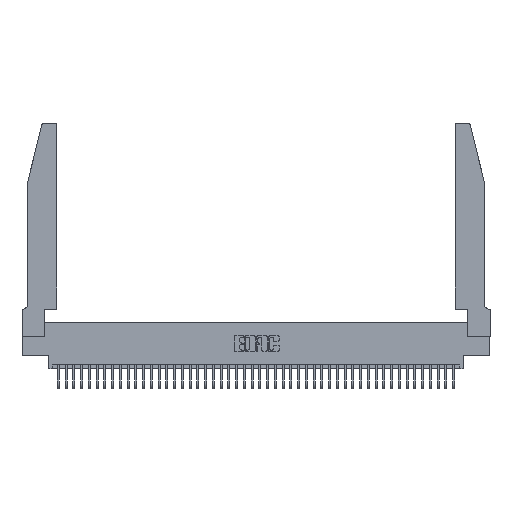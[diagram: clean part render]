
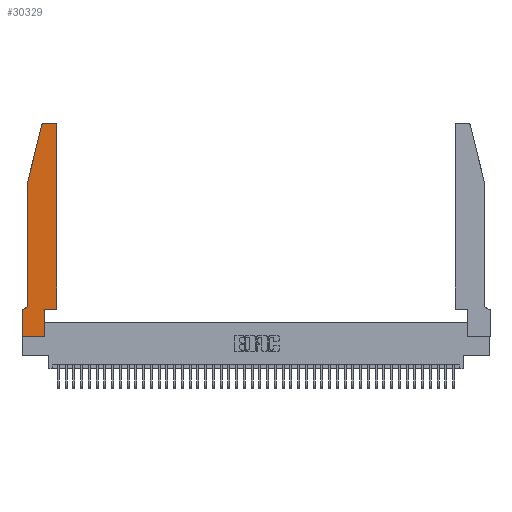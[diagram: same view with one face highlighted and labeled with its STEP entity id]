
A CAD part, top view. The second image highlights one B-rep face of the part: STEP entity #30329.
In plain terms, the highlighted planar face has unit normal (0, 0, 1).
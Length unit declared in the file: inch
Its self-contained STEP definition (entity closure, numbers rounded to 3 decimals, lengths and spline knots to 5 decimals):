
#44 = DIRECTION ( 'NONE',  ( 0., 0., 1. ) ) ;
#490 = VECTOR ( 'NONE', #15330, 39.37008 ) ;
#1579 = CIRCLE ( 'NONE', #23056, 0.03 ) ;
#1596 = VERTEX_POINT ( 'NONE', #10134 ) ;
#1662 = CARTESIAN_POINT ( 'NONE',  ( 0.2865, 0., 0.37 ) ) ;
#1882 = VECTOR ( 'NONE', #2667, 39.37008 ) ;
#2137 = DIRECTION ( 'NONE',  ( -0.239, -0.971, 0. ) ) ;
#2667 = DIRECTION ( 'NONE',  ( 1., 0., 0. ) ) ;
#2952 = PLANE ( 'NONE',  #40115 ) ;
#4056 = EDGE_CURVE ( 'NONE', #45535, #1596, #18483, .T. ) ;
#4625 = CARTESIAN_POINT ( 'NONE',  ( 0.0055, 0.42, 0.37 ) ) ;
#5264 = LINE ( 'NONE', #15710, #14834 ) ;
#6575 = DIRECTION ( 'NONE',  ( 0., 0., 1. ) ) ;
#7920 = ORIENTED_EDGE ( 'NONE', *, *, #30725, .T. ) ;
#8260 = DIRECTION ( 'NONE',  ( -1., 0., 0. ) ) ;
#9603 = ORIENTED_EDGE ( 'NONE', *, *, #40341, .T. ) ;
#9782 = CARTESIAN_POINT ( 'NONE',  ( 0.284, 2.72, 0.37 ) ) ;
#10042 = CIRCLE ( 'NONE', #39589, 0.07 ) ;
#10134 = CARTESIAN_POINT ( 'NONE',  ( 0.4505, 2.72, 0.37 ) ) ;
#10397 = DIRECTION ( 'NONE',  ( 1., 0., 0. ) ) ;
#11036 = VERTEX_POINT ( 'NONE', #38030 ) ;
#11201 = CARTESIAN_POINT ( 'NONE',  ( 0.4505, 0.35, 0.37 ) ) ;
#11488 = EDGE_CURVE ( 'NONE', #20223, #28399, #5264, .T. ) ;
#11777 = CARTESIAN_POINT ( 'NONE',  ( 0.2605, 2.75, 0.37 ) ) ;
#12552 = ORIENTED_EDGE ( 'NONE', *, *, #18038, .T. ) ;
#13041 = CARTESIAN_POINT ( 'NONE',  ( 0.2865, 0.35, 0.37 ) ) ;
#13361 = DIRECTION ( 'NONE',  ( 1., 0., 0. ) ) ;
#14735 = VERTEX_POINT ( 'NONE', #45491 ) ;
#14834 = VECTOR ( 'NONE', #26508, 39.37008 ) ;
#15133 = CARTESIAN_POINT ( 'NONE',  ( 0., 0., 0.37 ) ) ;
#15208 = EDGE_CURVE ( 'NONE', #37057, #23989, #39997, .T. ) ;
#15330 = DIRECTION ( 'NONE',  ( -1., 0., 0. ) ) ;
#15710 = CARTESIAN_POINT ( 'NONE',  ( 0., 0., 0.37 ) ) ;
#16367 = EDGE_CURVE ( 'NONE', #45765, #42477, #40145, .T. ) ;
#16674 = ORIENTED_EDGE ( 'NONE', *, *, #31133, .T. ) ;
#16989 = CARTESIAN_POINT ( 'NONE',  ( 0., 0., 0.37 ) ) ;
#17360 = VECTOR ( 'NONE', #26978, 39.37008 ) ;
#17367 = CARTESIAN_POINT ( 'NONE',  ( 0., 0.35, 0.37 ) ) ;
#17424 = LINE ( 'NONE', #18385, #36243 ) ;
#17572 = CIRCLE ( 'NONE', #37051, 0.03 ) ;
#18038 = EDGE_CURVE ( 'NONE', #1596, #11036, #1579, .T. ) ;
#18385 = CARTESIAN_POINT ( 'NONE',  ( 0.0755, 0.35, 0.37 ) ) ;
#18483 = LINE ( 'NONE', #23419, #17360 ) ;
#18601 = LINE ( 'NONE', #23231, #45563 ) ;
#18814 = ORIENTED_EDGE ( 'NONE', *, *, #24755, .T. ) ;
#19631 = DIRECTION ( 'NONE',  ( 0., -1., 0. ) ) ;
#19707 = LINE ( 'NONE', #11777, #490 ) ;
#20223 = VERTEX_POINT ( 'NONE', #17367 ) ;
#21657 = CARTESIAN_POINT ( 'NONE',  ( 0.4205, 2.72, 0.37 ) ) ;
#23056 = AXIS2_PLACEMENT_3D ( 'NONE', #21657, #44, #25246 ) ;
#23231 = CARTESIAN_POINT ( 'NONE',  ( 0.0755, 2., 0.37 ) ) ;
#23419 = CARTESIAN_POINT ( 'NONE',  ( 0.4505, 0.35, 0.37 ) ) ;
#23861 = CARTESIAN_POINT ( 'NONE',  ( 0.0755, 2., 0.37 ) ) ;
#23989 = VERTEX_POINT ( 'NONE', #25948 ) ;
#24377 = ORIENTED_EDGE ( 'NONE', *, *, #4056, .T. ) ;
#24503 = CARTESIAN_POINT ( 'NONE',  ( 0., 0.35, 0.37 ) ) ;
#24755 = EDGE_CURVE ( 'NONE', #30181, #37057, #17572, .T. ) ;
#25246 = DIRECTION ( 'NONE',  ( 1., 0., 0. ) ) ;
#25948 = CARTESIAN_POINT ( 'NONE',  ( 0.0755, 2., 0.37 ) ) ;
#26508 = DIRECTION ( 'NONE',  ( 0., -1., 0. ) ) ;
#26978 = DIRECTION ( 'NONE',  ( 0., 1., 0. ) ) ;
#27549 = EDGE_CURVE ( 'NONE', #42477, #45535, #32384, .T. ) ;
#28399 = VERTEX_POINT ( 'NONE', #15133 ) ;
#29454 = ORIENTED_EDGE ( 'NONE', *, *, #11488, .T. ) ;
#29508 = ORIENTED_EDGE ( 'NONE', *, *, #16367, .T. ) ;
#29682 = DIRECTION ( 'NONE',  ( 0., 0., -1. ) ) ;
#29770 = VECTOR ( 'NONE', #36659, 39.37008 ) ;
#30181 = VERTEX_POINT ( 'NONE', #41212 ) ;
#30329 = ADVANCED_FACE ( 'NONE', ( #41248 ), #2952, .T. ) ;
#30717 = VECTOR ( 'NONE', #2137, 39.37008 ) ;
#30725 = EDGE_CURVE ( 'NONE', #23989, #14735, #18601, .T. ) ;
#30752 = CARTESIAN_POINT ( 'NONE',  ( 0.25487, 2.72718, 0.37 ) ) ;
#31133 = EDGE_CURVE ( 'NONE', #11036, #30181, #19707, .T. ) ;
#31293 = VECTOR ( 'NONE', #10397, 39.37008 ) ;
#31601 = DIRECTION ( 'NONE',  ( 1., 0., 0. ) ) ;
#32384 = LINE ( 'NONE', #38750, #31293 ) ;
#32534 = EDGE_CURVE ( 'NONE', #14735, #36574, #10042, .T. ) ;
#33630 = ORIENTED_EDGE ( 'NONE', *, *, #43336, .T. ) ;
#34120 = ORIENTED_EDGE ( 'NONE', *, *, #27549, .T. ) ;
#34642 = CARTESIAN_POINT ( 'NONE',  ( 0.0055, 0.35, 0.37 ) ) ;
#34652 = DIRECTION ( 'NONE',  ( 0., 0., 1. ) ) ;
#36243 = VECTOR ( 'NONE', #43027, 39.37008 ) ;
#36508 = CARTESIAN_POINT ( 'NONE',  ( 0.2865, 0.35, 0.37 ) ) ;
#36574 = VERTEX_POINT ( 'NONE', #34642 ) ;
#36659 = DIRECTION ( 'NONE',  ( 0., 1., 0. ) ) ;
#37051 = AXIS2_PLACEMENT_3D ( 'NONE', #9782, #34652, #13361 ) ;
#37057 = VERTEX_POINT ( 'NONE', #30752 ) ;
#37392 = EDGE_LOOP ( 'NONE', ( #16674, #18814, #44502, #7920, #42514, #9603, #29454, #33630, #29508, #34120, #24377, #12552 ) ) ;
#38030 = CARTESIAN_POINT ( 'NONE',  ( 0.4205, 2.75, 0.37 ) ) ;
#38750 = CARTESIAN_POINT ( 'NONE',  ( 0.4505, 0.35, 0.37 ) ) ;
#39589 = AXIS2_PLACEMENT_3D ( 'NONE', #4625, #29682, #8260 ) ;
#39758 = LINE ( 'NONE', #16989, #1882 ) ;
#39997 = LINE ( 'NONE', #23861, #30717 ) ;
#40115 = AXIS2_PLACEMENT_3D ( 'NONE', #24503, #6575, #31601 ) ;
#40145 = LINE ( 'NONE', #36508, #29770 ) ;
#40341 = EDGE_CURVE ( 'NONE', #36574, #20223, #17424, .T. ) ;
#41212 = CARTESIAN_POINT ( 'NONE',  ( 0.284, 2.75, 0.37 ) ) ;
#41248 = FACE_OUTER_BOUND ( 'NONE', #37392, .T. ) ;
#42477 = VERTEX_POINT ( 'NONE', #13041 ) ;
#42514 = ORIENTED_EDGE ( 'NONE', *, *, #32534, .T. ) ;
#43027 = DIRECTION ( 'NONE',  ( -1., 0., 0. ) ) ;
#43336 = EDGE_CURVE ( 'NONE', #28399, #45765, #39758, .T. ) ;
#44502 = ORIENTED_EDGE ( 'NONE', *, *, #15208, .T. ) ;
#45491 = CARTESIAN_POINT ( 'NONE',  ( 0.0755, 0.42, 0.37 ) ) ;
#45535 = VERTEX_POINT ( 'NONE', #11201 ) ;
#45563 = VECTOR ( 'NONE', #19631, 39.37008 ) ;
#45765 = VERTEX_POINT ( 'NONE', #1662 ) ;
